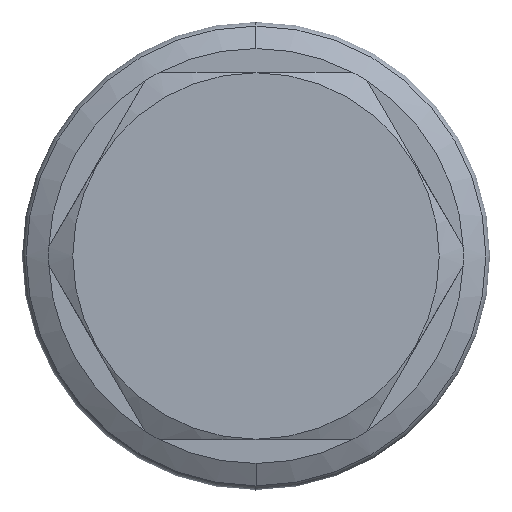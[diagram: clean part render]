
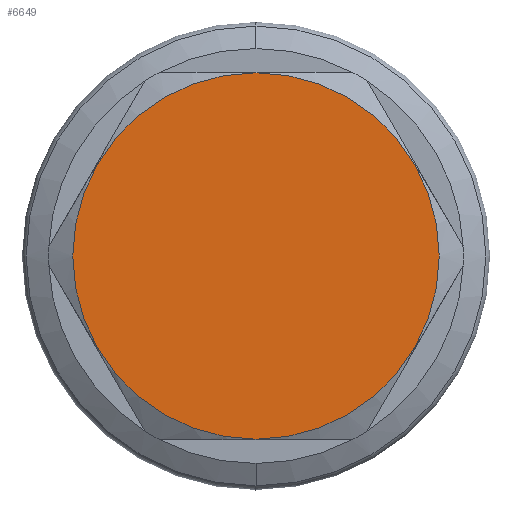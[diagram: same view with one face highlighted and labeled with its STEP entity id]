
A CAD part, left-side view. The second image highlights one B-rep face of the part: STEP entity #6649.
In plain terms, the highlighted planar face has unit normal (-1, 0, 0).
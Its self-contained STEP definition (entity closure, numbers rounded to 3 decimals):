
#253 = DIRECTION ( 'NONE',  ( 0., 0., 1. ) ) ;
#534 = FACE_OUTER_BOUND ( 'NONE', #5531, .T. ) ;
#557 = CARTESIAN_POINT ( 'NONE',  ( 0., 0., 0. ) ) ;
#564 = VERTEX_POINT ( 'NONE', #7121 ) ;
#579 = ORIENTED_EDGE ( 'NONE', *, *, #2850, .F. ) ;
#1400 = CARTESIAN_POINT ( 'NONE',  ( 0., 0., 0. ) ) ;
#1627 = CARTESIAN_POINT ( 'NONE',  ( 0., 0., 0. ) ) ;
#1744 = AXIS2_PLACEMENT_3D ( 'NONE', #1400, #3751, #253 ) ;
#1997 = AXIS2_PLACEMENT_3D ( 'NONE', #1627, #2777, #3361 ) ;
#2018 = ORIENTED_EDGE ( 'NONE', *, *, #2624, .F. ) ;
#2215 = CIRCLE ( 'NONE', #1997, 15.81 ) ;
#2624 = EDGE_CURVE ( 'NONE', #564, #6367, #3853, .T. ) ;
#2759 = AXIS2_PLACEMENT_3D ( 'NONE', #557, #3321, #2829 ) ;
#2777 = DIRECTION ( 'NONE',  ( 1., 0., 0. ) ) ;
#2829 = DIRECTION ( 'NONE',  ( 0., 0., 1. ) ) ;
#2850 = EDGE_CURVE ( 'NONE', #6367, #564, #2215, .T. ) ;
#3321 = DIRECTION ( 'NONE',  ( 1., 0., 0. ) ) ;
#3361 = DIRECTION ( 'NONE',  ( 0., 0., 1. ) ) ;
#3751 = DIRECTION ( 'NONE',  ( 1., 0., 0. ) ) ;
#3853 = CIRCLE ( 'NONE', #2759, 15.81 ) ;
#5531 = EDGE_LOOP ( 'NONE', ( #579, #2018 ) ) ;
#5584 = CARTESIAN_POINT ( 'NONE',  ( 0., 0., 15.81 ) ) ;
#6367 = VERTEX_POINT ( 'NONE', #5584 ) ;
#6649 = ADVANCED_FACE ( 'NONE', ( #534 ), #6700, .F. ) ;
#6700 = PLANE ( 'NONE',  #1744 ) ;
#7121 = CARTESIAN_POINT ( 'NONE',  ( 0., 0., -15.81 ) ) ;
